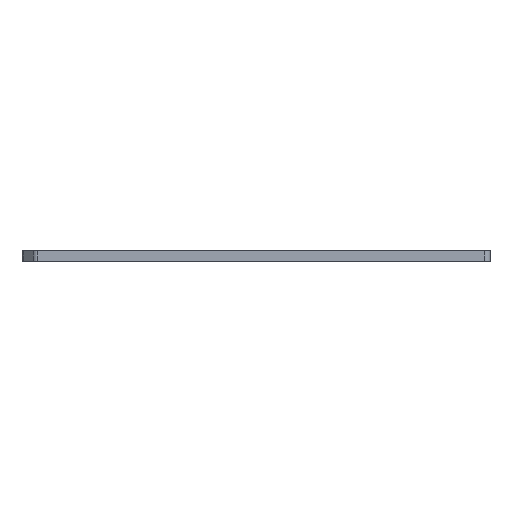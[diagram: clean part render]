
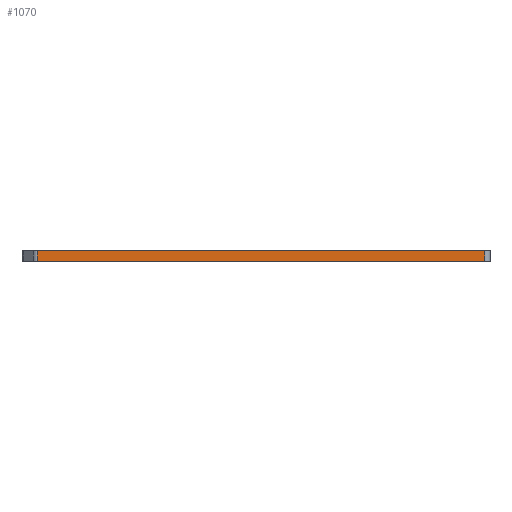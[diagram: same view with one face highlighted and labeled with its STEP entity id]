
A CAD part, left-side view. The second image highlights one B-rep face of the part: STEP entity #1070.
In plain terms, the highlighted planar face has unit normal (-1, 0, 0).
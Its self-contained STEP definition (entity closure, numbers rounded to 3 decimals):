
#62=PLANE('',#1191);
#113=FACE_OUTER_BOUND('',#181,.T.);
#181=EDGE_LOOP('',(#924,#925,#926,#927));
#280=LINE('',#1780,#374);
#286=LINE('',#1802,#380);
#287=LINE('',#1803,#381);
#288=LINE('',#1804,#382);
#374=VECTOR('',#1462,10.);
#380=VECTOR('',#1488,10.);
#381=VECTOR('',#1489,10.);
#382=VECTOR('',#1490,10.);
#534=VERTEX_POINT('',#1777);
#535=VERTEX_POINT('',#1779);
#540=VERTEX_POINT('',#1800);
#541=VERTEX_POINT('',#1801);
#673=EDGE_CURVE('',#534,#535,#280,.T.);
#682=EDGE_CURVE('',#540,#541,#286,.T.);
#683=EDGE_CURVE('',#541,#535,#287,.T.);
#684=EDGE_CURVE('',#540,#534,#288,.T.);
#924=ORIENTED_EDGE('',*,*,#682,.T.);
#925=ORIENTED_EDGE('',*,*,#683,.T.);
#926=ORIENTED_EDGE('',*,*,#673,.F.);
#927=ORIENTED_EDGE('',*,*,#684,.F.);
#1070=ADVANCED_FACE('',(#113),#62,.T.);
#1191=AXIS2_PLACEMENT_3D('',#1799,#1486,#1487);
#1462=DIRECTION('',(0.,-1.,0.));
#1486=DIRECTION('center_axis',(-1.,0.,0.));
#1487=DIRECTION('ref_axis',(0.,-1.,0.));
#1488=DIRECTION('',(0.,-1.,0.));
#1489=DIRECTION('',(0.,0.,1.));
#1490=DIRECTION('',(0.,0.,1.));
#1777=CARTESIAN_POINT('',(-127.5,-3.,6.));
#1779=CARTESIAN_POINT('',(-127.5,-252.,6.));
#1780=CARTESIAN_POINT('',(-127.5,-3.,6.));
#1799=CARTESIAN_POINT('Origin',(-127.5,-3.,0.));
#1800=CARTESIAN_POINT('',(-127.5,-3.,0.));
#1801=CARTESIAN_POINT('',(-127.5,-252.,0.));
#1802=CARTESIAN_POINT('',(-127.5,-3.,0.));
#1803=CARTESIAN_POINT('',(-127.5,-252.,0.));
#1804=CARTESIAN_POINT('',(-127.5,-3.,0.));
